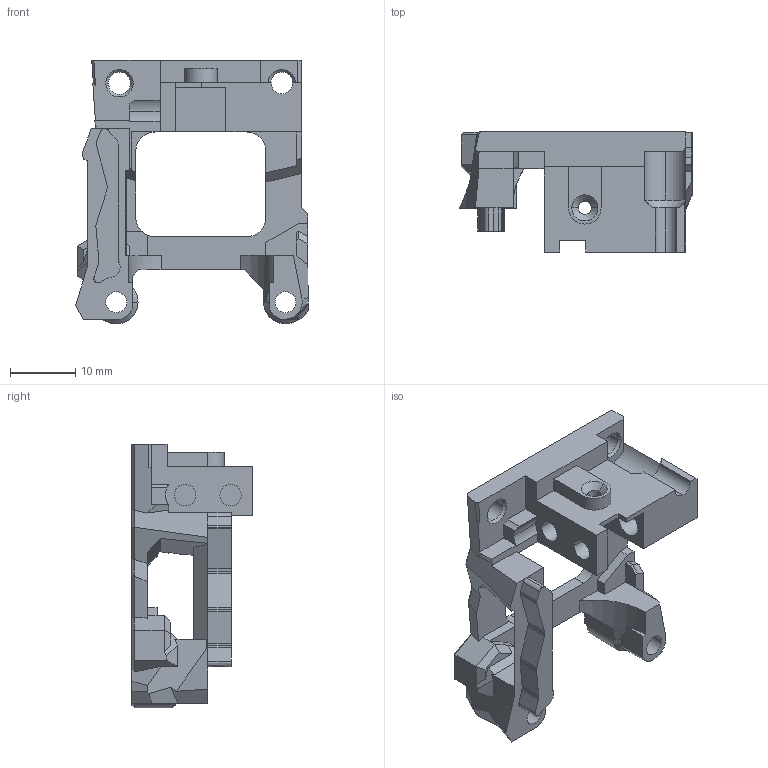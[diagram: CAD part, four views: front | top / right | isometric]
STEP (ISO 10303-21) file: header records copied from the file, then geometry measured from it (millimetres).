
FILE_DESCRIPTION (( 'STEP AP214' ), '1' );
FILE_NAME ('风道后部_竹子热端.STEP', '2023-10-22T15:36:32', ( '' ), ( '' ), 'SwSTEP 2.0', 'SolidWorks 2022', '' );
FILE_SCHEMA (( 'AUTOMOTIVE_DESIGN' ));
Length unit declared in the file: millimetre
Products named in the file (1): 风道后部_竹子热端
Bounding box: 35.79 x 18.48 x 40.57 mm (x, y, z)
Volume: 5642.9 mm3; surface area: 5230.7 mm2
Topology: 1 solids, 5 shells, 290 faces, 785 edges, 510 vertices
Faces by surface type: plane 171, cylinder 87, cone 30, bspline 2
Entity records: 9268 total; most frequent: CARTESIAN_POINT 1840, ORIENTED_EDGE 1570, DIRECTION 1518, EDGE_CURVE 785, VECTOR 534, LINE 534, VERTEX_POINT 510, AXIS2_PLACEMENT_3D 492
